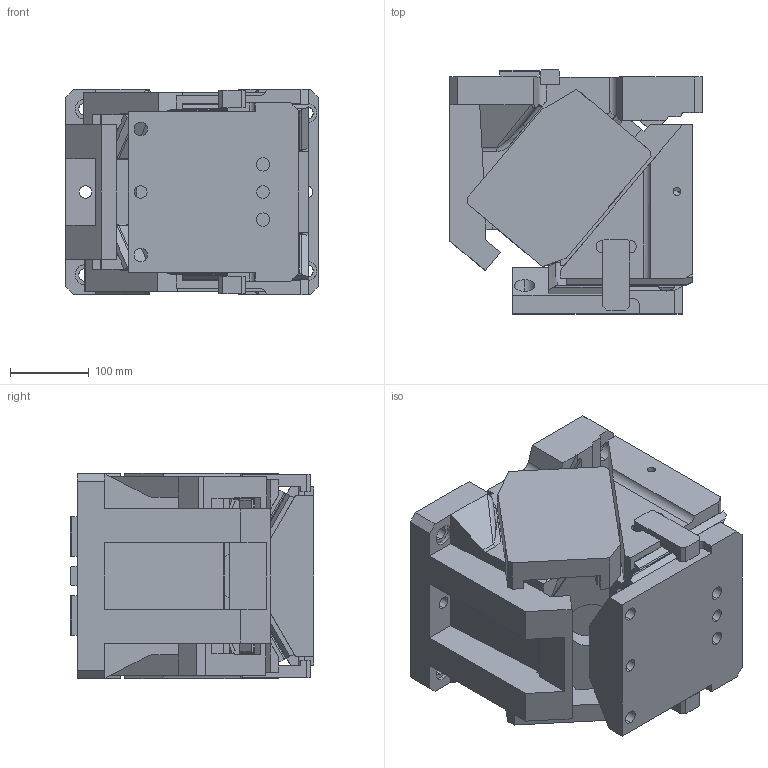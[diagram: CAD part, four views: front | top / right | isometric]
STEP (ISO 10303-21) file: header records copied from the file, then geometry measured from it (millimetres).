
FILE_DESCRIPTION(('CATIA V5 STEP Exchange'),'2;1');
FILE_NAME('CACV_F_260_00.stp','2015-04-27T06:55:56+00:00',('none'),('none'),'CATIA Version 5 Release 19 SP 2 (IN-10)','CATIA V5 STEP AP203','none');
FILE_SCHEMA(('CONFIG_CONTROL_DESIGN'));
Length unit declared in the file: millimetre
Products named in the file (1): CACV_F_260_00
Bounding box: 320 x 309 x 260 mm (x, y, z)
Volume: 17149639.1 mm3; surface area: 974453.4 mm2
Topology: 3 solids, 7 shells, 676 faces, 2016 edges, 1338 vertices
Faces by surface type: plane 477, cylinder 176, bspline 11, extrusion 6, cone 6
Entity records: 24026 total; most frequent: CARTESIAN_POINT 6888, ORIENTED_EDGE 4020, DIRECTION 2790, EDGE_CURVE 2010, VECTOR 1522, LINE 1516, VERTEX_POINT 1338, AXIS2_PLACEMENT_3D 738
